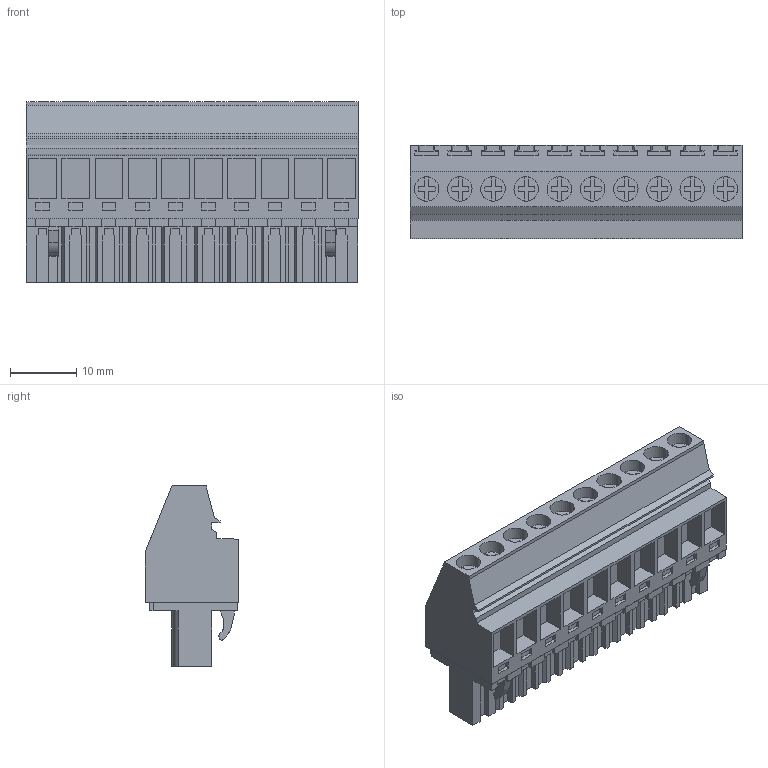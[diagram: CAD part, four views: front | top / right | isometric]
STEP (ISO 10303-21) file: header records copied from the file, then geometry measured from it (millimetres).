
FILE_DESCRIPTION(('CATIA V5 STEP Exchange','CAx-IF Rec.Pracs.--- Model Styling and Organization---1.2---2011-12-15'),'2;1');
FILE_NAME ('D1460452_0_1958790000_1958790000.stp','2017-09-20T15:22:58+00:00',('none'),('Weidmueller'),'CATIA Version 5-6 Release 2014','CATIA V5 STEP AP214','none');
FILE_SCHEMA(('AUTOMOTIVE_DESIGN { 1 0 10303 214 1 1 1 1 }'));
Length unit declared in the file: millimetre
Products named in the file (1): 1958790000
Bounding box: 50 x 14.05 x 27.2 mm (x, y, z)
Volume: 11399.3 mm3; surface area: 6793.5 mm2
Topology: 11 solids, 11 shells, 656 faces, 1806 edges, 1213 vertices
Faces by surface type: plane 558, cylinder 88, extrusion 10
Entity records: 19316 total; most frequent: CARTESIAN_POINT 3615, ORIENTED_EDGE 3612, DIRECTION 2566, EDGE_CURVE 1806, VECTOR 1572, LINE 1562, VERTEX_POINT 1213, EDGE_LOOP 697
